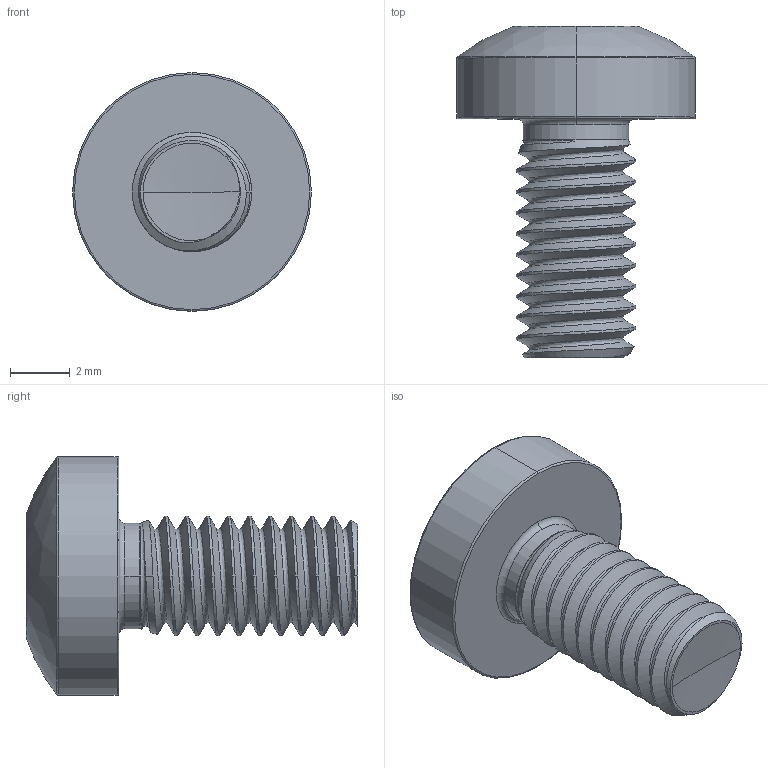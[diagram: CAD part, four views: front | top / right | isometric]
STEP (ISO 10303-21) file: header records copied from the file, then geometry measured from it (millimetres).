
FILE_DESCRIPTION (( 'STEP AP203' ), '1' );
FILE_NAME ('STM390400080.STEP', '2020-12-23T16:07:01', ( '' ), ( '' ), 'SwSTEP 2.0', 'SolidWorks 2015', '' );
FILE_SCHEMA (( 'CONFIG_CONTROL_DESIGN' ));
Length unit declared in the file: millimetre
Products named in the file (2): STM390400080
Bounding box: 8 x 11.1 x 8 mm (x, y, z)
Volume: 198.4 mm3; surface area: 320.1 mm2
Topology: 1 solids, 1 shells, 91 faces, 233 edges, 144 vertices
Faces by surface type: cylinder 42, bspline 18, torus 13, cone 11, sphere 4, plane 3
Entity records: 13947 total; most frequent: CARTESIAN_POINT 11894, ORIENTED_EDGE 462, DIRECTION 327, EDGE_CURVE 231, VERTEX_POINT 144, AXIS2_PLACEMENT_3D 138, EDGE_LOOP 93, FACE_OUTER_BOUND 91
